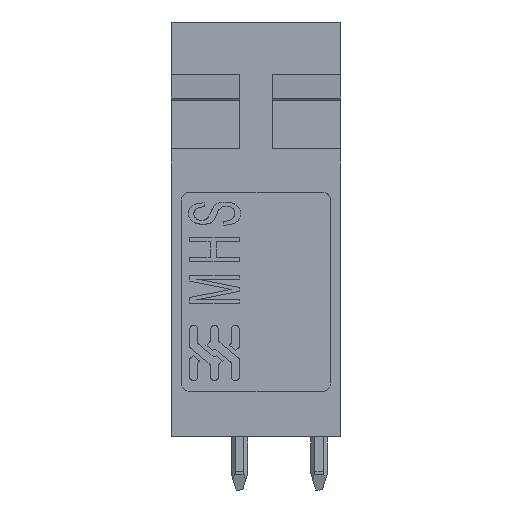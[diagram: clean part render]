
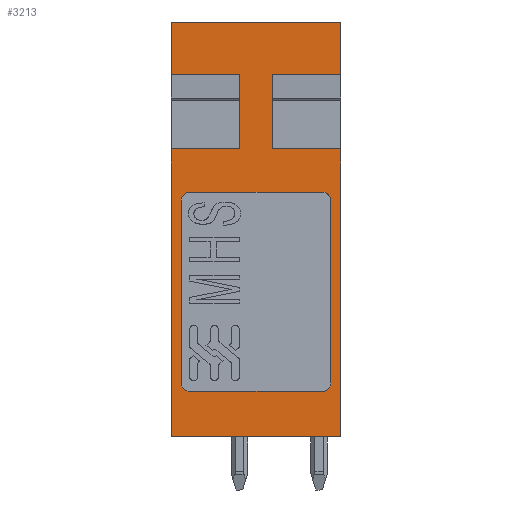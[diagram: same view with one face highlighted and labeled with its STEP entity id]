
A CAD part, left-side view. The second image highlights one B-rep face of the part: STEP entity #3213.
In plain terms, the highlighted planar face has unit normal (-1, 0, 0).
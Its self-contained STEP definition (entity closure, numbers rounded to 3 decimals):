
#3080=AXIS2_PLACEMENT_3D('Plane Axis2P3D',#3077,#3078,#3079) ;
#40=CARTESIAN_POINT('Vertex',(0.,0.,28.2)) ;
#56=CARTESIAN_POINT('Vertex',(0.,10.2,28.2)) ;
#59=CARTESIAN_POINT('Line Origine',(0.,5.1,28.2)) ;
#1624=CARTESIAN_POINT('Line Origine',(0.,0.,26.625)) ;
#1628=CARTESIAN_POINT('Vertex',(0.,0.,25.05)) ;
#1663=CARTESIAN_POINT('Vertex',(0.,0.,20.55)) ;
#1666=CARTESIAN_POINT('Line Origine',(0.,0.,11.875)) ;
#1670=CARTESIAN_POINT('Vertex',(0.,0.,3.2)) ;
#2801=CARTESIAN_POINT('Vertex',(0.,10.2,3.2)) ;
#2804=CARTESIAN_POINT('Line Origine',(0.,10.2,11.875)) ;
#2808=CARTESIAN_POINT('Vertex',(0.,10.2,20.55)) ;
#2843=CARTESIAN_POINT('Vertex',(0.,10.2,25.05)) ;
#2846=CARTESIAN_POINT('Line Origine',(0.,10.2,26.625)) ;
#3077=CARTESIAN_POINT('Axis2P3D Location',(0.,5.1,28.2)) ;
#3082=CARTESIAN_POINT('Line Origine',(0.,5.1,25.05)) ;
#3086=CARTESIAN_POINT('Vertex',(0.,6.1,25.05)) ;
#3089=CARTESIAN_POINT('Line Origine',(0.,6.1,15.7)) ;
#3093=CARTESIAN_POINT('Vertex',(0.,6.1,20.55)) ;
#3096=CARTESIAN_POINT('Line Origine',(0.,5.1,20.55)) ;
#3101=CARTESIAN_POINT('Line Origine',(0.,5.1,3.2)) ;
#3106=CARTESIAN_POINT('Line Origine',(0.,5.1,20.55)) ;
#3110=CARTESIAN_POINT('Vertex',(0.,4.1,20.55)) ;
#3113=CARTESIAN_POINT('Line Origine',(0.,4.1,15.7)) ;
#3117=CARTESIAN_POINT('Vertex',(0.,4.1,25.05)) ;
#3120=CARTESIAN_POINT('Line Origine',(0.,5.1,25.05)) ;
#3140=CARTESIAN_POINT('Control Point',(0.,9.1,5.95)) ;
#3141=CARTESIAN_POINT('Control Point',(0.,9.296,5.95)) ;
#3142=CARTESIAN_POINT('Control Point',(0.,9.495,6.055)) ;
#3143=CARTESIAN_POINT('Control Point',(0.,9.6,6.254)) ;
#3144=CARTESIAN_POINT('Control Point',(0.,9.6,6.45)) ;
#3145=CARTESIAN_POINT('Vertex',(0.,9.1,5.95)) ;
#3147=CARTESIAN_POINT('Vertex',(0.,9.6,6.45)) ;
#3150=CARTESIAN_POINT('Line Origine',(0.,9.6,15.7)) ;
#3154=CARTESIAN_POINT('Vertex',(0.,9.6,17.45)) ;
#3158=CARTESIAN_POINT('Control Point',(0.,9.6,17.45)) ;
#3159=CARTESIAN_POINT('Control Point',(0.,9.6,17.646)) ;
#3160=CARTESIAN_POINT('Control Point',(0.,9.495,17.845)) ;
#3161=CARTESIAN_POINT('Control Point',(0.,9.296,17.95)) ;
#3162=CARTESIAN_POINT('Control Point',(0.,9.1,17.95)) ;
#3163=CARTESIAN_POINT('Vertex',(0.,9.1,17.95)) ;
#3166=CARTESIAN_POINT('Line Origine',(0.,5.1,17.95)) ;
#3170=CARTESIAN_POINT('Vertex',(0.,1.1,17.95)) ;
#3174=CARTESIAN_POINT('Control Point',(0.,1.1,17.95)) ;
#3175=CARTESIAN_POINT('Control Point',(0.,0.904,17.95)) ;
#3176=CARTESIAN_POINT('Control Point',(0.,0.705,17.845)) ;
#3177=CARTESIAN_POINT('Control Point',(0.,0.6,17.646)) ;
#3178=CARTESIAN_POINT('Control Point',(0.,0.6,17.45)) ;
#3179=CARTESIAN_POINT('Vertex',(0.,0.6,17.45)) ;
#3182=CARTESIAN_POINT('Line Origine',(0.,0.6,15.7)) ;
#3186=CARTESIAN_POINT('Vertex',(0.,0.6,6.45)) ;
#3190=CARTESIAN_POINT('Control Point',(0.,0.6,6.45)) ;
#3191=CARTESIAN_POINT('Control Point',(0.,0.6,6.254)) ;
#3192=CARTESIAN_POINT('Control Point',(0.,0.705,6.055)) ;
#3193=CARTESIAN_POINT('Control Point',(0.,0.904,5.95)) ;
#3194=CARTESIAN_POINT('Control Point',(0.,1.1,5.95)) ;
#3195=CARTESIAN_POINT('Vertex',(0.,1.1,5.95)) ;
#3198=CARTESIAN_POINT('Line Origine',(0.,5.1,5.95)) ;
#60=DIRECTION('Vector Direction',(0.,-1.,0.)) ;
#1625=DIRECTION('Vector Direction',(0.,0.,1.)) ;
#1667=DIRECTION('Vector Direction',(0.,0.,1.)) ;
#2805=DIRECTION('Vector Direction',(0.,0.,-1.)) ;
#2847=DIRECTION('Vector Direction',(0.,0.,-1.)) ;
#3078=DIRECTION('Axis2P3D Direction',(1.,-0.,0.)) ;
#3079=DIRECTION('Axis2P3D XDirection',(0.,0.,-1.)) ;
#3083=DIRECTION('Vector Direction',(0.,1.,0.)) ;
#3090=DIRECTION('Vector Direction',(0.,0.,-1.)) ;
#3097=DIRECTION('Vector Direction',(0.,1.,0.)) ;
#3102=DIRECTION('Vector Direction',(0.,1.,0.)) ;
#3107=DIRECTION('Vector Direction',(0.,1.,0.)) ;
#3114=DIRECTION('Vector Direction',(0.,0.,-1.)) ;
#3121=DIRECTION('Vector Direction',(0.,1.,0.)) ;
#3151=DIRECTION('Vector Direction',(0.,0.,-1.)) ;
#3167=DIRECTION('Vector Direction',(0.,1.,0.)) ;
#3183=DIRECTION('Vector Direction',(0.,0.,-1.)) ;
#3199=DIRECTION('Vector Direction',(0.,1.,0.)) ;
#61=VECTOR('Line Direction',#60,1.) ;
#1626=VECTOR('Line Direction',#1625,1.) ;
#1668=VECTOR('Line Direction',#1667,1.) ;
#2806=VECTOR('Line Direction',#2805,1.) ;
#2848=VECTOR('Line Direction',#2847,1.) ;
#3084=VECTOR('Line Direction',#3083,1.) ;
#3091=VECTOR('Line Direction',#3090,1.) ;
#3098=VECTOR('Line Direction',#3097,1.) ;
#3103=VECTOR('Line Direction',#3102,1.) ;
#3108=VECTOR('Line Direction',#3107,1.) ;
#3115=VECTOR('Line Direction',#3114,1.) ;
#3122=VECTOR('Line Direction',#3121,1.) ;
#3152=VECTOR('Line Direction',#3151,1.) ;
#3168=VECTOR('Line Direction',#3167,1.) ;
#3184=VECTOR('Line Direction',#3183,1.) ;
#3200=VECTOR('Line Direction',#3199,1.) ;
#3126=ORIENTED_EDGE('',*,*,#3088,.F.) ;
#3127=ORIENTED_EDGE('',*,*,#3095,.F.) ;
#3128=ORIENTED_EDGE('',*,*,#3100,.T.) ;
#3129=ORIENTED_EDGE('',*,*,#2810,.T.) ;
#3130=ORIENTED_EDGE('',*,*,#3105,.F.) ;
#3131=ORIENTED_EDGE('',*,*,#1672,.T.) ;
#3132=ORIENTED_EDGE('',*,*,#3112,.F.) ;
#3133=ORIENTED_EDGE('',*,*,#3119,.T.) ;
#3134=ORIENTED_EDGE('',*,*,#3124,.T.) ;
#3135=ORIENTED_EDGE('',*,*,#1630,.T.) ;
#3136=ORIENTED_EDGE('',*,*,#63,.F.) ;
#3137=ORIENTED_EDGE('',*,*,#2850,.T.) ;
#3204=ORIENTED_EDGE('',*,*,#3149,.T.) ;
#3205=ORIENTED_EDGE('',*,*,#3156,.T.) ;
#3206=ORIENTED_EDGE('',*,*,#3165,.T.) ;
#3207=ORIENTED_EDGE('',*,*,#3172,.T.) ;
#3208=ORIENTED_EDGE('',*,*,#3181,.T.) ;
#3209=ORIENTED_EDGE('',*,*,#3188,.T.) ;
#3210=ORIENTED_EDGE('',*,*,#3197,.T.) ;
#3211=ORIENTED_EDGE('',*,*,#3202,.T.) ;
#3212=FACE_BOUND('',#3203,.T.) ;
#3213=ADVANCED_FACE('model',(#3138,#3212),#3081,.F.) ;
#3139=B_SPLINE_CURVE_WITH_KNOTS('',4,(#3140,#3141,#3142,#3143,#3144),.UNSPECIFIED.,.F.,.U.,(5,5),(0.,0.785),.UNSPECIFIED.) ;
#3157=B_SPLINE_CURVE_WITH_KNOTS('',4,(#3158,#3159,#3160,#3161,#3162),.UNSPECIFIED.,.F.,.U.,(5,5),(0.785,1.571),.UNSPECIFIED.) ;
#3173=B_SPLINE_CURVE_WITH_KNOTS('',4,(#3174,#3175,#3176,#3177,#3178),.UNSPECIFIED.,.F.,.U.,(5,5),(1.571,2.356),.UNSPECIFIED.) ;
#3189=B_SPLINE_CURVE_WITH_KNOTS('',4,(#3190,#3191,#3192,#3193,#3194),.UNSPECIFIED.,.F.,.U.,(5,5),(2.356,3.142),.UNSPECIFIED.) ;
#63=EDGE_CURVE('',#57,#41,#62,.T.) ;
#1630=EDGE_CURVE('',#1629,#41,#1627,.T.) ;
#1672=EDGE_CURVE('',#1671,#1664,#1669,.T.) ;
#2810=EDGE_CURVE('',#2809,#2802,#2807,.T.) ;
#2850=EDGE_CURVE('',#57,#2844,#2849,.T.) ;
#3088=EDGE_CURVE('',#3087,#2844,#3085,.T.) ;
#3095=EDGE_CURVE('',#3094,#3087,#3092,.F.) ;
#3100=EDGE_CURVE('',#3094,#2809,#3099,.T.) ;
#3105=EDGE_CURVE('',#1671,#2802,#3104,.T.) ;
#3112=EDGE_CURVE('',#3111,#1664,#3109,.F.) ;
#3119=EDGE_CURVE('',#3111,#3118,#3116,.F.) ;
#3124=EDGE_CURVE('',#3118,#1629,#3123,.F.) ;
#3149=EDGE_CURVE('',#3146,#3148,#3139,.T.) ;
#3156=EDGE_CURVE('',#3148,#3155,#3153,.F.) ;
#3165=EDGE_CURVE('',#3155,#3164,#3157,.T.) ;
#3172=EDGE_CURVE('',#3164,#3171,#3169,.F.) ;
#3181=EDGE_CURVE('',#3171,#3180,#3173,.T.) ;
#3188=EDGE_CURVE('',#3180,#3187,#3185,.T.) ;
#3197=EDGE_CURVE('',#3187,#3196,#3189,.T.) ;
#3202=EDGE_CURVE('',#3196,#3146,#3201,.T.) ;
#3125=EDGE_LOOP('',(#3126,#3127,#3128,#3129,#3130,#3131,#3132,#3133,#3134,#3135,#3136,#3137)) ;
#3203=EDGE_LOOP('',(#3204,#3205,#3206,#3207,#3208,#3209,#3210,#3211)) ;
#3138=FACE_OUTER_BOUND('',#3125,.T.) ;
#62=LINE('Line',#59,#61) ;
#1627=LINE('Line',#1624,#1626) ;
#1669=LINE('Line',#1666,#1668) ;
#2807=LINE('Line',#2804,#2806) ;
#2849=LINE('Line',#2846,#2848) ;
#3085=LINE('Line',#3082,#3084) ;
#3092=LINE('Line',#3089,#3091) ;
#3099=LINE('Line',#3096,#3098) ;
#3104=LINE('Line',#3101,#3103) ;
#3109=LINE('Line',#3106,#3108) ;
#3116=LINE('Line',#3113,#3115) ;
#3123=LINE('Line',#3120,#3122) ;
#3153=LINE('Line',#3150,#3152) ;
#3169=LINE('Line',#3166,#3168) ;
#3185=LINE('Line',#3182,#3184) ;
#3201=LINE('Line',#3198,#3200) ;
#3081=PLANE('',#3080) ;
#41=VERTEX_POINT('',#40) ;
#57=VERTEX_POINT('',#56) ;
#1629=VERTEX_POINT('',#1628) ;
#1664=VERTEX_POINT('',#1663) ;
#1671=VERTEX_POINT('',#1670) ;
#2802=VERTEX_POINT('',#2801) ;
#2809=VERTEX_POINT('',#2808) ;
#2844=VERTEX_POINT('',#2843) ;
#3087=VERTEX_POINT('',#3086) ;
#3094=VERTEX_POINT('',#3093) ;
#3111=VERTEX_POINT('',#3110) ;
#3118=VERTEX_POINT('',#3117) ;
#3146=VERTEX_POINT('',#3145) ;
#3148=VERTEX_POINT('',#3147) ;
#3155=VERTEX_POINT('',#3154) ;
#3164=VERTEX_POINT('',#3163) ;
#3171=VERTEX_POINT('',#3170) ;
#3180=VERTEX_POINT('',#3179) ;
#3187=VERTEX_POINT('',#3186) ;
#3196=VERTEX_POINT('',#3195) ;
